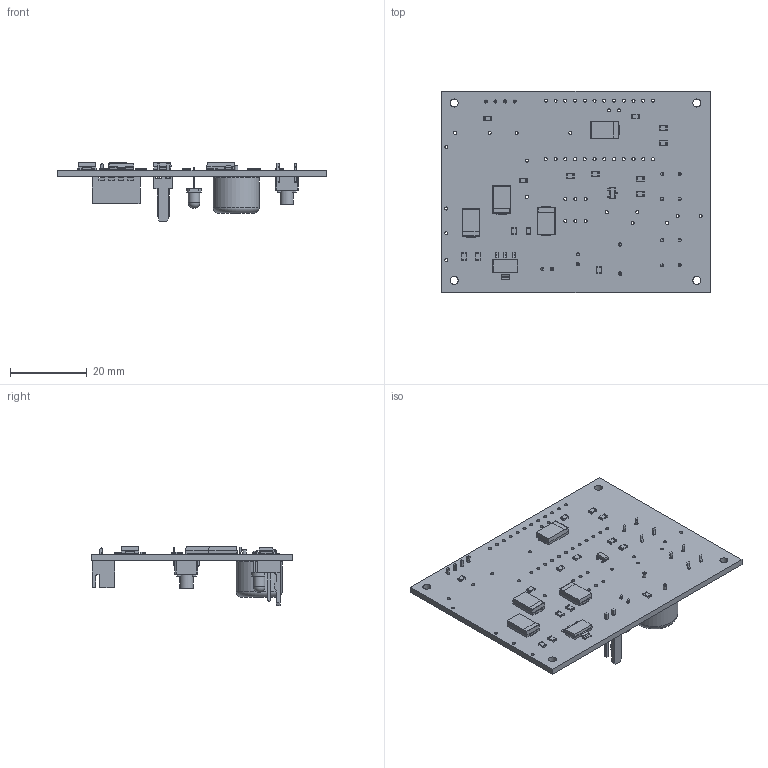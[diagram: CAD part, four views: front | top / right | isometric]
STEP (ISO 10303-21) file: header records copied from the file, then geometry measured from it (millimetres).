
FILE_DESCRIPTION(('KiCad electronic assembly'),'2;1');
FILE_NAME('alarmSimple.kicad_pcb.step','2021-06-12T11:26:25',( 'An Author'),('A Company'),'Open CASCADE STEP processor 6.9', 'KiCad to STEP converter','Unknown');
FILE_SCHEMA(('AUTOMOTIVE_DESIGN { 1 0 10303 214 1 1 1 1 }'));
Length unit declared in the file: millimetre
Products named in the file (20): Open CASCADE STEP translator 6.9 1; SW_PUSH_6mm_H7.3mm; SOLID; SOT-223; LED_D3.0mm; Molex_KK-254_AE-6410-02A_1x02_P2.54mm_Vertical; JST_XH_B4B-XH-A_1x04_P2.50mm_Vertical; CP_EIA-7343-20_Kemet-V; R_0805_2012Metric; Buzzer_12x9.5RM7.6; SOT-23; COMPOUND
Assembly tree (36 placements, depth 3):
  Open CASCADE STEP translator 6.9 1
    SW_PUSH_6mm_H7.3mm  x2
      SOLID
    SOT-223
      SOLID
    LED_D3.0mm
      SOLID
    Molex_KK-254_AE-6410-02A_1x02_P2.54mm_Vertical
      SOLID
    JST_XH_B4B-XH-A_1x04_P2.50mm_Vertical
      SOLID
    CP_EIA-7343-20_Kemet-V  x4
      SOLID
    R_0805_2012Metric  x14
      SOLID
    Buzzer_12x9.5RM7.6
      SOLID
    SOT-23
      SOLID
    COMPOUND
Bounding box: 70 x 52.4 x 15.4 mm (x, y, z)
Volume: 7907 mm3; surface area: 10680.1 mm2
Topology: 27 solids, 27 shells, 1199 faces, 3109 edges, 1998 vertices
Faces by surface type: plane 798, cylinder 319, bspline 75, torus 6, sphere 1
Full cylindrical faces by diameter (mm): 0.8 x66, 0.9 x2, 1 x8, 2 x1, 2.1 x4, 3 x1, 3.5 x2, 12 x1
Entity records: 46033 total; most frequent: CARTESIAN_POINT 8768, DIRECTION 6094, LINE 4088, VECTOR 4088, ORIENTED_EDGE 3274, PCURVE 3274, DEFINITIONAL_REPRESENTATION 3274, EDGE_CURVE 1637
